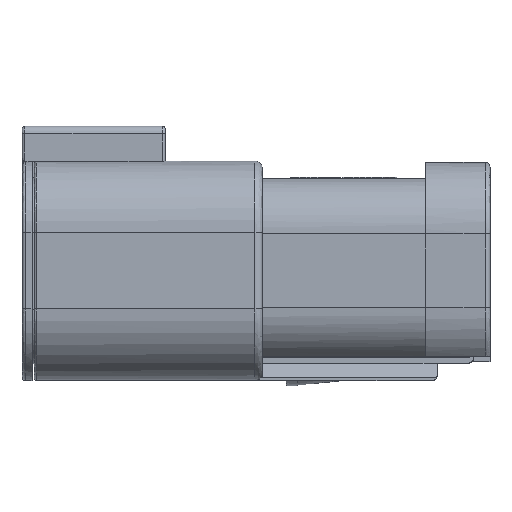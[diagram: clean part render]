
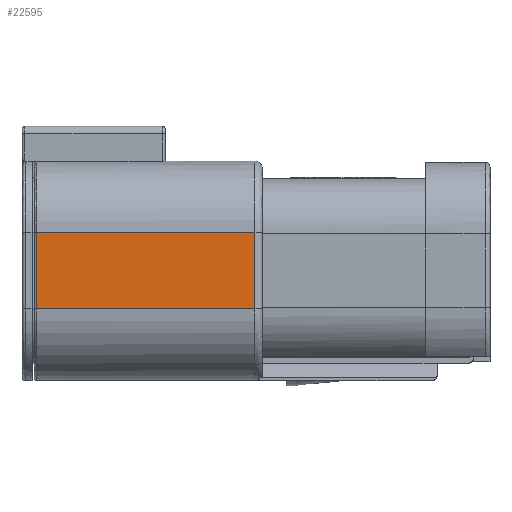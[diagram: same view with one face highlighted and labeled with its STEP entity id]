
A CAD part, left-side view. The second image highlights one B-rep face of the part: STEP entity #22595.
In plain terms, the highlighted planar face has unit normal (-1, 0, 0).
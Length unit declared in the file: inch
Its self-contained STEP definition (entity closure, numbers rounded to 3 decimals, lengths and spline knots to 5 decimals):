
#1096 = DIRECTION ( 'NONE',  ( 0., 1., 0. ) ) ;
#1129 = DIRECTION ( 'NONE',  ( 0., 0., -1. ) ) ;
#1912 = EDGE_CURVE ( 'NONE', #5447, #12220, #16340, .T. ) ;
#2195 = FACE_OUTER_BOUND ( 'NONE', #33808, .T. ) ;
#3626 = CARTESIAN_POINT ( 'NONE',  ( -0.53051, 1.80315, -0.15748 ) ) ;
#5447 = VERTEX_POINT ( 'NONE', #35697 ) ;
#6062 = EDGE_CURVE ( 'NONE', #34520, #33713, #37271, .T. ) ;
#6956 = CARTESIAN_POINT ( 'NONE',  ( -0.53051, 0.90157, 0.15748 ) ) ;
#8578 = CARTESIAN_POINT ( 'NONE',  ( -0.53051, 1.80315, 0.15748 ) ) ;
#11982 = CARTESIAN_POINT ( 'NONE',  ( -0.53051, 1.80315, -0.45276 ) ) ;
#12220 = VERTEX_POINT ( 'NONE', #6956 ) ;
#12681 = ORIENTED_EDGE ( 'NONE', *, *, #6062, .T. ) ;
#14965 = CARTESIAN_POINT ( 'NONE',  ( -0.53051, 0.90157, -0.45276 ) ) ;
#15124 = DIRECTION ( 'NONE',  ( 0., 0., 1. ) ) ;
#16340 = LINE ( 'NONE', #14965, #23263 ) ;
#16639 = LINE ( 'NONE', #22465, #38534 ) ;
#22326 = VECTOR ( 'NONE', #1096, 39.37008 ) ;
#22465 = CARTESIAN_POINT ( 'NONE',  ( -0.53051, 1.8622, 0.15748 ) ) ;
#22595 = ADVANCED_FACE ( 'NONE', ( #2195 ), #41550, .T. ) ;
#22637 = EDGE_CURVE ( 'NONE', #5447, #33713, #34440, .T. ) ;
#23194 = DIRECTION ( 'NONE',  ( 0., 0., 1. ) ) ;
#23263 = VECTOR ( 'NONE', #15124, 39.37008 ) ;
#23451 = ORIENTED_EDGE ( 'NONE', *, *, #22637, .F. ) ;
#26735 = DIRECTION ( 'NONE',  ( -1., 0., 0. ) ) ;
#29822 = EDGE_CURVE ( 'NONE', #12220, #34520, #16639, .T. ) ;
#30292 = CARTESIAN_POINT ( 'NONE',  ( -0.53051, 1.86585, -0.15748 ) ) ;
#32138 = VECTOR ( 'NONE', #1129, 39.37008 ) ;
#33713 = VERTEX_POINT ( 'NONE', #3626 ) ;
#33808 = EDGE_LOOP ( 'NONE', ( #23451, #40031, #35555, #12681 ) ) ;
#33979 = CARTESIAN_POINT ( 'NONE',  ( -0.53051, 1.8622, -0.45276 ) ) ;
#34440 = LINE ( 'NONE', #30292, #22326 ) ;
#34520 = VERTEX_POINT ( 'NONE', #8578 ) ;
#35555 = ORIENTED_EDGE ( 'NONE', *, *, #29822, .T. ) ;
#35697 = CARTESIAN_POINT ( 'NONE',  ( -0.53051, 0.90157, -0.15748 ) ) ;
#37271 = LINE ( 'NONE', #11982, #32138 ) ;
#38534 = VECTOR ( 'NONE', #44387, 39.37008 ) ;
#40031 = ORIENTED_EDGE ( 'NONE', *, *, #1912, .T. ) ;
#40473 = AXIS2_PLACEMENT_3D ( 'NONE', #33979, #26735, #23194 ) ;
#41550 = PLANE ( 'NONE',  #40473 ) ;
#44387 = DIRECTION ( 'NONE',  ( 0., 1., 0. ) ) ;
